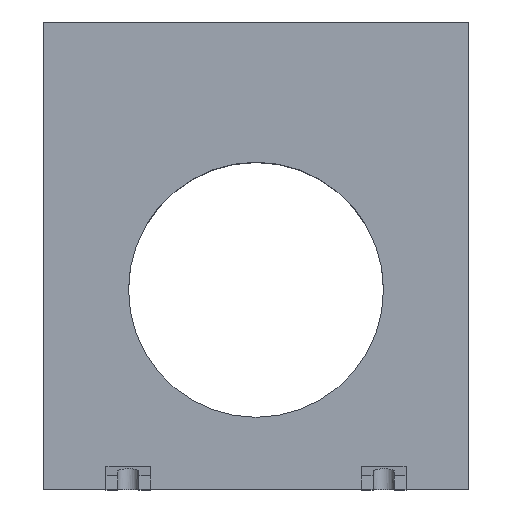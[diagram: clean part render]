
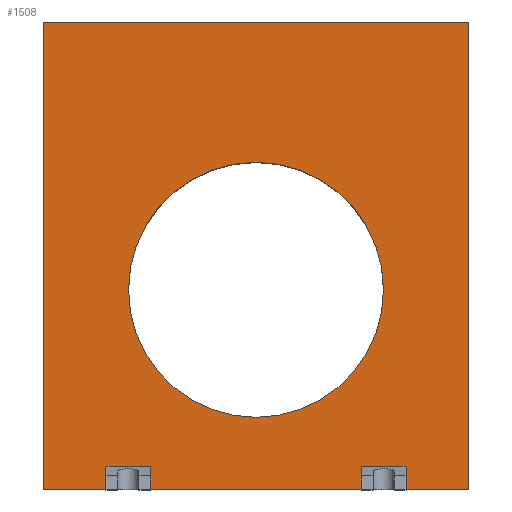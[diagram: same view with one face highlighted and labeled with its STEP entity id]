
A CAD part, top view. The second image highlights one B-rep face of the part: STEP entity #1508.
In plain terms, the highlighted planar face has unit normal (0, 0, 1).
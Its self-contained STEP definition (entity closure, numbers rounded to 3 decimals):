
#1310=CARTESIAN_POINT('',(30.0,47.0,25.0));
#1311=VERTEX_POINT('',#1310);
#1327=CARTESIAN_POINT('',(-30.0,47.,25.0));
#1328=VERTEX_POINT('',#1327);
#1335=CARTESIAN_POINT('',(0.0,47.0,25.0));
#1336=DIRECTION('',(0.0,0.0,-1.0));
#1337=DIRECTION('',(1.0,0.0,0.0));
#1338=AXIS2_PLACEMENT_3D('',#1335,#1336,#1337);
#1339=CIRCLE('',#1338,30.0);
#1340=EDGE_CURVE('',#1311,#1328,#1339,.T.);
#1351=CARTESIAN_POINT('',(0.0,47.0,25.0));
#1352=DIRECTION('',(0.0,0.0,-1.0));
#1353=DIRECTION('',(1.0,0.0,0.0));
#1354=AXIS2_PLACEMENT_3D('',#1351,#1352,#1353);
#1355=CIRCLE('',#1354,30.0);
#1356=EDGE_CURVE('',#1328,#1311,#1355,.T.);
#1374=CARTESIAN_POINT('',(-50.0,110.0,25.0));
#1375=VERTEX_POINT('',#1374);
#1376=CARTESIAN_POINT('',(50.0,110.0,25.0));
#1377=VERTEX_POINT('',#1376);
#1378=CARTESIAN_POINT('',(-50.0,110.0,25.0));
#1379=DIRECTION('',(1.0,0.0,0.0));
#1380=VECTOR('',#1379,100.0);
#1381=LINE('',#1378,#1380);
#1382=EDGE_CURVE('',#1375,#1377,#1381,.T.);
#1414=CARTESIAN_POINT('',(50.0,0.0,25.0));
#1415=VERTEX_POINT('',#1414);
#1416=CARTESIAN_POINT('',(50.0,110.0,25.0));
#1417=DIRECTION('',(0.0,-1.0,0.0));
#1418=VECTOR('',#1417,110.0);
#1419=LINE('',#1416,#1418);
#1420=EDGE_CURVE('',#1377,#1415,#1419,.T.);
#1445=CARTESIAN_POINT('',(-50.0,0.0,25.0));
#1446=VERTEX_POINT('',#1445);
#1447=CARTESIAN_POINT('',(50.0,0.0,25.0));
#1448=DIRECTION('',(-1.0,0.0,0.0));
#1449=VECTOR('',#1448,100.0);
#1450=LINE('',#1447,#1449);
#1451=EDGE_CURVE('',#1415,#1446,#1450,.T.);
#1476=CARTESIAN_POINT('',(-50.0,0.0,25.0));
#1477=DIRECTION('',(0.0,1.0,0.0));
#1478=VECTOR('',#1477,110.0);
#1479=LINE('',#1476,#1478);
#1480=EDGE_CURVE('',#1446,#1375,#1479,.T.);
#1493=CARTESIAN_POINT('',(0.0,55.0,25.0));
#1494=DIRECTION('',(0.0,0.0,1.0));
#1495=DIRECTION('',(1.0,0.0,0.0));
#1496=AXIS2_PLACEMENT_3D('',#1493,#1494,#1495);
#1497=PLANE('',#1496);
#1498=ORIENTED_EDGE('',*,*,#1382,.F.);
#1499=ORIENTED_EDGE('',*,*,#1480,.F.);
#1500=ORIENTED_EDGE('',*,*,#1451,.F.);
#1501=ORIENTED_EDGE('',*,*,#1420,.F.);
#1502=EDGE_LOOP('',(#1498,#1499,#1500,#1501));
#1503=FACE_OUTER_BOUND('',#1502,.T.);
#1504=ORIENTED_EDGE('',*,*,#1356,.T.);
#1505=ORIENTED_EDGE('',*,*,#1340,.T.);
#1506=EDGE_LOOP('',(#1504,#1505));
#1507=FACE_BOUND('',#1506,.T.);
#1508=ADVANCED_FACE('',(#1503,#1507),#1497,.T.);
